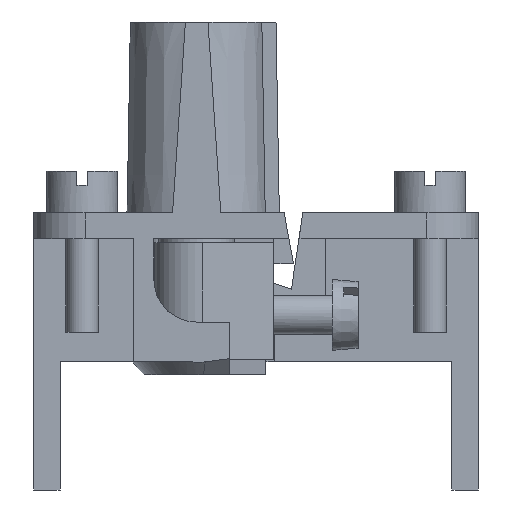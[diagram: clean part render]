
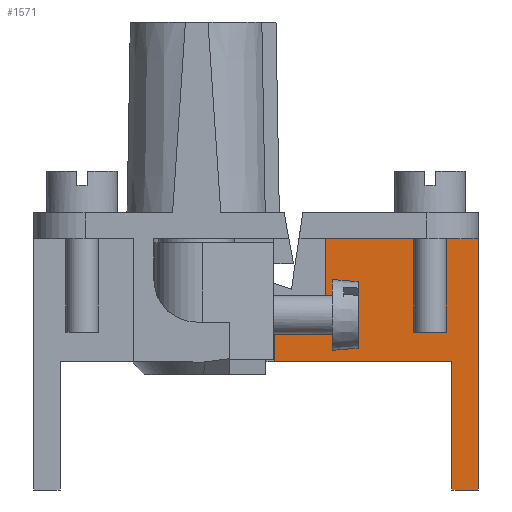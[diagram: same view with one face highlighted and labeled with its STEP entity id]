
A CAD part, left-side view. The second image highlights one B-rep face of the part: STEP entity #1571.
In plain terms, the highlighted planar face has unit normal (-1, 0, 0).
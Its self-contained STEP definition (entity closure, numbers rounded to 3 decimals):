
#1571=ADVANCED_FACE('',(#2233),#1919,.T.);
#1919=PLANE('',#10630);
#2233=FACE_OUTER_BOUND('',#2690,.T.);
#2690=EDGE_LOOP('',(#4032,#4033,#4034,#4035,#4036,#4037,#4038,#4039));
#4032=ORIENTED_EDGE('',*,*,#6037,.T.);
#4033=ORIENTED_EDGE('',*,*,#6086,.F.);
#4034=ORIENTED_EDGE('',*,*,#6223,.T.);
#4035=ORIENTED_EDGE('',*,*,#6224,.T.);
#4036=ORIENTED_EDGE('',*,*,#6225,.T.);
#4037=ORIENTED_EDGE('',*,*,#6226,.T.);
#4038=ORIENTED_EDGE('',*,*,#6207,.T.);
#4039=ORIENTED_EDGE('',*,*,#6222,.F.);
#5215=VERTEX_POINT('',#14689);
#5234=VERTEX_POINT('',#14726);
#5283=VERTEX_POINT('',#14825);
#5365=VERTEX_POINT('',#15203);
#5366=VERTEX_POINT('',#15205);
#5377=VERTEX_POINT('',#15236);
#5378=VERTEX_POINT('',#15238);
#5379=VERTEX_POINT('',#15240);
#6037=EDGE_CURVE('',#5215,#5234,#8177,.T.);
#6086=EDGE_CURVE('',#5283,#5234,#8224,.T.);
#6207=EDGE_CURVE('',#5366,#5365,#8310,.T.);
#6222=EDGE_CURVE('',#5215,#5365,#8325,.T.);
#6223=EDGE_CURVE('',#5283,#5377,#8326,.T.);
#6224=EDGE_CURVE('',#5377,#5378,#8327,.T.);
#6225=EDGE_CURVE('',#5378,#5379,#8328,.T.);
#6226=EDGE_CURVE('',#5379,#5366,#8329,.T.);
#8177=LINE('',#14727,#9162);
#8224=LINE('',#14826,#9209);
#8310=LINE('',#15204,#9295);
#8325=LINE('',#15233,#9310);
#8326=LINE('',#15235,#9311);
#8327=LINE('',#15237,#9312);
#8328=LINE('',#15239,#9313);
#8329=LINE('',#15241,#9314);
#9162=VECTOR('',#11962,1.);
#9209=VECTOR('',#12015,1.);
#9295=VECTOR('',#12181,1.);
#9310=VECTOR('',#12202,1.);
#9311=VECTOR('',#12205,1.);
#9312=VECTOR('',#12206,1.);
#9313=VECTOR('',#12207,1.);
#9314=VECTOR('',#12208,1.);
#10630=AXIS2_PLACEMENT_3D('',#15242,#12209,#12210);
#11962=DIRECTION('',(0.,0.,1.));
#12015=DIRECTION('',(0.,-1.,0.));
#12181=DIRECTION('',(0.,0.,-1.));
#12202=DIRECTION('',(0.,1.,0.));
#12205=DIRECTION('',(0.,0.,-1.));
#12206=DIRECTION('',(0.,1.,0.));
#12207=DIRECTION('',(0.,0.,-1.));
#12208=DIRECTION('',(0.,-1.,0.));
#12209=DIRECTION('',(-1.,0.,0.));
#12210=DIRECTION('',(0.,0.,-1.));
#14689=CARTESIAN_POINT('',(-31.65,-17.25,-19.5));
#14726=CARTESIAN_POINT('',(-31.65,-17.25,0.));
#14727=CARTESIAN_POINT('',(-31.65,-17.25,0.));
#14825=CARTESIAN_POINT('',(-31.65,-5.4,0.));
#14826=CARTESIAN_POINT('',(-31.65,-5.4,0.));
#15203=CARTESIAN_POINT('',(-31.65,-15.2,-19.5));
#15204=CARTESIAN_POINT('',(-31.65,-15.2,-1.1));
#15205=CARTESIAN_POINT('',(-31.65,-15.2,-9.57));
#15233=CARTESIAN_POINT('',(-31.65,-15.2,-19.5));
#15235=CARTESIAN_POINT('',(-31.65,-5.4,-4.95));
#15236=CARTESIAN_POINT('',(-31.65,-5.4,-6.95));
#15237=CARTESIAN_POINT('',(-31.65,1.78,-6.95));
#15238=CARTESIAN_POINT('',(-31.65,-1.4,-6.95));
#15239=CARTESIAN_POINT('',(-31.65,-1.4,-6.95));
#15240=CARTESIAN_POINT('',(-31.65,-1.4,-9.57));
#15241=CARTESIAN_POINT('',(-31.65,-1.4,-9.57));
#15242=CARTESIAN_POINT('',(-31.65,-15.2,-1.1));
